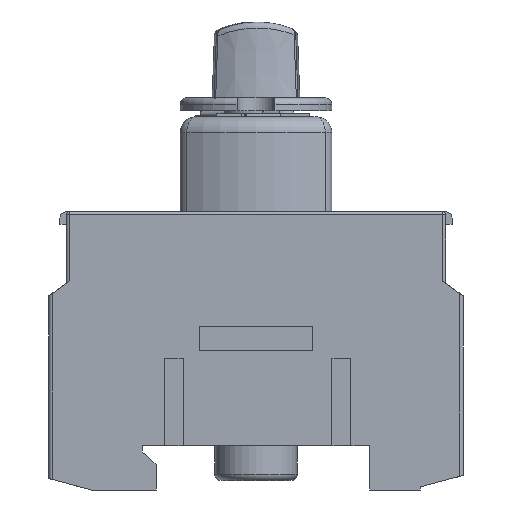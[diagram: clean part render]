
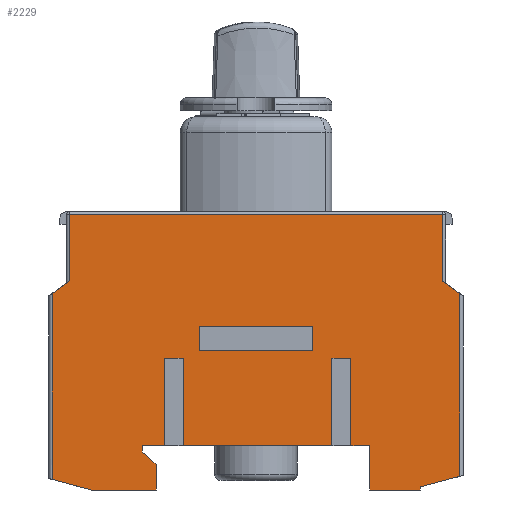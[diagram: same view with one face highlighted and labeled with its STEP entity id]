
A CAD part, left-side view. The second image highlights one B-rep face of the part: STEP entity #2229.
In plain terms, the highlighted planar face has unit normal (-1, 0, 0).
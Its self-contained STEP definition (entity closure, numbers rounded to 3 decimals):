
#1930=CARTESIAN_POINT('',(-9.542,51.499,43.5));
#1931=VERTEX_POINT('',#1930);
#1976=CARTESIAN_POINT('',(-9.542,51.499,33.064));
#1977=VERTEX_POINT('',#1976);
#1988=CARTESIAN_POINT('',(-9.542,51.499,33.064));
#1989=DIRECTION('',(0.0,0.0,1.0));
#1990=VECTOR('',#1989,10.436);
#1991=LINE('',#1988,#1990);
#1992=EDGE_CURVE('',#1977,#1931,#1991,.T.);
#1997=CARTESIAN_POINT('',(-9.542,-10.751,0.0));
#1998=DIRECTION('',(-1.0,0.0,0.0));
#1999=DIRECTION('',(0.0,0.0,1.0));
#2000=AXIS2_PLACEMENT_3D('',#1997,#1998,#1999);
#2001=PLANE('',#2000);
#2002=CARTESIAN_POINT('',(-9.542,-4.001,0.5));
#2003=VERTEX_POINT('',#2002);
#2004=CARTESIAN_POINT('',(-9.542,-10.251,2.175));
#2005=VERTEX_POINT('',#2004);
#2006=CARTESIAN_POINT('',(-9.542,-4.001,0.5));
#2007=DIRECTION('',(0.0,-0.966,0.259));
#2008=VECTOR('',#2007,6.47);
#2009=LINE('',#2006,#2008);
#2010=EDGE_CURVE('',#2003,#2005,#2009,.T.);
#2011=ORIENTED_EDGE('',*,*,#2010,.T.);
#2012=CARTESIAN_POINT('',(-9.542,-10.251,31.064));
#2013=VERTEX_POINT('',#2012);
#2014=CARTESIAN_POINT('',(-9.542,-10.251,31.064));
#2015=DIRECTION('',(0.0,0.0,-1.0));
#2016=VECTOR('',#2015,28.889);
#2017=LINE('',#2014,#2016);
#2018=EDGE_CURVE('',#2013,#2005,#2017,.T.);
#2019=ORIENTED_EDGE('',*,*,#2018,.F.);
#2020=CARTESIAN_POINT('',(-9.542,-7.501,33.064));
#2021=VERTEX_POINT('',#2020);
#2022=CARTESIAN_POINT('',(-9.542,-10.251,31.064));
#2023=DIRECTION('',(0.0,0.809,0.588));
#2024=VECTOR('',#2023,3.4);
#2025=LINE('',#2022,#2024);
#2026=EDGE_CURVE('',#2013,#2021,#2025,.T.);
#2027=ORIENTED_EDGE('',*,*,#2026,.T.);
#2028=CARTESIAN_POINT('',(-9.542,-7.501,43.5));
#2029=VERTEX_POINT('',#2028);
#2030=CARTESIAN_POINT('',(-9.542,-7.501,43.5));
#2031=DIRECTION('',(0.0,0.0,-1.0));
#2032=VECTOR('',#2031,10.436);
#2033=LINE('',#2030,#2032);
#2034=EDGE_CURVE('',#2029,#2021,#2033,.T.);
#2035=ORIENTED_EDGE('',*,*,#2034,.F.);
#2036=CARTESIAN_POINT('',(-9.542,51.499,43.5));
#2037=DIRECTION('',(0.0,-1.0,0.0));
#2038=VECTOR('',#2037,59.0);
#2039=LINE('',#2036,#2038);
#2040=EDGE_CURVE('',#1931,#2029,#2039,.T.);
#2041=ORIENTED_EDGE('',*,*,#2040,.F.);
#2042=ORIENTED_EDGE('',*,*,#1992,.F.);
#2043=CARTESIAN_POINT('',(-9.542,54.249,31.064));
#2044=VERTEX_POINT('',#2043);
#2045=CARTESIAN_POINT('',(-9.542,51.499,33.064));
#2046=DIRECTION('',(0.0,0.809,-0.588));
#2047=VECTOR('',#2046,3.4);
#2048=LINE('',#2045,#2047);
#2049=EDGE_CURVE('',#1977,#2044,#2048,.T.);
#2050=ORIENTED_EDGE('',*,*,#2049,.T.);
#2051=CARTESIAN_POINT('',(-9.542,54.249,1.675));
#2052=VERTEX_POINT('',#2051);
#2053=CARTESIAN_POINT('',(-9.542,54.249,1.675));
#2054=DIRECTION('',(0.0,0.0,1.0));
#2055=VECTOR('',#2054,29.389);
#2056=LINE('',#2053,#2055);
#2057=EDGE_CURVE('',#2052,#2044,#2056,.T.);
#2058=ORIENTED_EDGE('',*,*,#2057,.F.);
#2059=CARTESIAN_POINT('',(-9.542,47.999,0.0));
#2060=VERTEX_POINT('',#2059);
#2061=CARTESIAN_POINT('',(-9.542,54.249,1.675));
#2062=DIRECTION('',(0.0,-0.966,-0.259));
#2063=VECTOR('',#2062,6.47);
#2064=LINE('',#2061,#2063);
#2065=EDGE_CURVE('',#2052,#2060,#2064,.T.);
#2066=ORIENTED_EDGE('',*,*,#2065,.T.);
#2067=CARTESIAN_POINT('',(-9.542,37.799,0.0));
#2068=VERTEX_POINT('',#2067);
#2069=CARTESIAN_POINT('',(-9.542,47.999,0.0));
#2070=DIRECTION('',(0.0,-1.0,0.0));
#2071=VECTOR('',#2070,10.2);
#2072=LINE('',#2069,#2071);
#2073=EDGE_CURVE('',#2060,#2068,#2072,.T.);
#2074=ORIENTED_EDGE('',*,*,#2073,.T.);
#2075=CARTESIAN_POINT('',(-9.542,37.799,4.0));
#2076=VERTEX_POINT('',#2075);
#2077=CARTESIAN_POINT('',(-9.542,37.799,4.0));
#2078=DIRECTION('',(0.0,0.0,-1.0));
#2079=VECTOR('',#2078,4.0);
#2080=LINE('',#2077,#2079);
#2081=EDGE_CURVE('',#2076,#2068,#2080,.T.);
#2082=ORIENTED_EDGE('',*,*,#2081,.F.);
#2083=CARTESIAN_POINT('',(-9.542,39.999,6.));
#2084=VERTEX_POINT('',#2083);
#2085=CARTESIAN_POINT('',(-9.542,37.799,4.0));
#2086=DIRECTION('',(0.0,0.74,0.673));
#2087=VECTOR('',#2086,2.973);
#2088=LINE('',#2085,#2087);
#2089=EDGE_CURVE('',#2076,#2084,#2088,.T.);
#2090=ORIENTED_EDGE('',*,*,#2089,.T.);
#2091=CARTESIAN_POINT('',(-9.542,39.999,7.));
#2092=VERTEX_POINT('',#2091);
#2093=CARTESIAN_POINT('',(-9.542,39.999,7.));
#2094=DIRECTION('',(0.0,0.0,-1.0));
#2095=VECTOR('',#2094,1.0);
#2096=LINE('',#2093,#2095);
#2097=EDGE_CURVE('',#2092,#2084,#2096,.T.);
#2098=ORIENTED_EDGE('',*,*,#2097,.F.);
#2099=CARTESIAN_POINT('',(-9.542,36.499,7.));
#2100=VERTEX_POINT('',#2099);
#2101=CARTESIAN_POINT('',(-9.542,36.499,7.));
#2102=DIRECTION('',(0.0,1.0,0.0));
#2103=VECTOR('',#2102,3.5);
#2104=LINE('',#2101,#2103);
#2105=EDGE_CURVE('',#2100,#2092,#2104,.T.);
#2106=ORIENTED_EDGE('',*,*,#2105,.F.);
#2107=CARTESIAN_POINT('',(-9.542,36.499,20.8));
#2108=VERTEX_POINT('',#2107);
#2109=CARTESIAN_POINT('',(-9.542,36.499,20.8));
#2110=DIRECTION('',(0.0,0.0,-1.0));
#2111=VECTOR('',#2110,13.8);
#2112=LINE('',#2109,#2111);
#2113=EDGE_CURVE('',#2108,#2100,#2112,.T.);
#2114=ORIENTED_EDGE('',*,*,#2113,.F.);
#2115=CARTESIAN_POINT('',(-9.542,33.499,20.8));
#2116=VERTEX_POINT('',#2115);
#2117=CARTESIAN_POINT('',(-9.542,33.499,20.8));
#2118=DIRECTION('',(0.0,1.0,0.0));
#2119=VECTOR('',#2118,3.0);
#2120=LINE('',#2117,#2119);
#2121=EDGE_CURVE('',#2116,#2108,#2120,.T.);
#2122=ORIENTED_EDGE('',*,*,#2121,.F.);
#2123=CARTESIAN_POINT('',(-9.542,33.499,7.));
#2124=VERTEX_POINT('',#2123);
#2125=CARTESIAN_POINT('',(-9.542,33.499,7.));
#2126=DIRECTION('',(0.0,0.0,1.0));
#2127=VECTOR('',#2126,13.8);
#2128=LINE('',#2125,#2127);
#2129=EDGE_CURVE('',#2124,#2116,#2128,.T.);
#2130=ORIENTED_EDGE('',*,*,#2129,.F.);
#2131=CARTESIAN_POINT('',(-9.542,9.999,7.));
#2132=VERTEX_POINT('',#2131);
#2133=CARTESIAN_POINT('',(-9.542,9.999,7.));
#2134=DIRECTION('',(0.0,1.0,0.0));
#2135=VECTOR('',#2134,23.5);
#2136=LINE('',#2133,#2135);
#2137=EDGE_CURVE('',#2132,#2124,#2136,.T.);
#2138=ORIENTED_EDGE('',*,*,#2137,.F.);
#2139=CARTESIAN_POINT('',(-9.542,9.999,20.8));
#2140=VERTEX_POINT('',#2139);
#2141=CARTESIAN_POINT('',(-9.542,9.999,20.8));
#2142=DIRECTION('',(0.0,0.0,-1.0));
#2143=VECTOR('',#2142,13.8);
#2144=LINE('',#2141,#2143);
#2145=EDGE_CURVE('',#2140,#2132,#2144,.T.);
#2146=ORIENTED_EDGE('',*,*,#2145,.F.);
#2147=CARTESIAN_POINT('',(-9.542,6.999,20.8));
#2148=VERTEX_POINT('',#2147);
#2149=CARTESIAN_POINT('',(-9.542,6.999,20.8));
#2150=DIRECTION('',(0.0,1.0,0.0));
#2151=VECTOR('',#2150,3.);
#2152=LINE('',#2149,#2151);
#2153=EDGE_CURVE('',#2148,#2140,#2152,.T.);
#2154=ORIENTED_EDGE('',*,*,#2153,.F.);
#2155=CARTESIAN_POINT('',(-9.542,6.999,7.));
#2156=VERTEX_POINT('',#2155);
#2157=CARTESIAN_POINT('',(-9.542,6.999,7.));
#2158=DIRECTION('',(0.0,0.0,1.0));
#2159=VECTOR('',#2158,13.8);
#2160=LINE('',#2157,#2159);
#2161=EDGE_CURVE('',#2156,#2148,#2160,.T.);
#2162=ORIENTED_EDGE('',*,*,#2161,.F.);
#2163=CARTESIAN_POINT('',(-9.542,3.999,7.));
#2164=VERTEX_POINT('',#2163);
#2165=CARTESIAN_POINT('',(-9.542,3.999,7.));
#2166=DIRECTION('',(0.0,1.0,0.0));
#2167=VECTOR('',#2166,3.);
#2168=LINE('',#2165,#2167);
#2169=EDGE_CURVE('',#2164,#2156,#2168,.T.);
#2170=ORIENTED_EDGE('',*,*,#2169,.F.);
#2171=CARTESIAN_POINT('',(-9.542,3.999,0.0));
#2172=VERTEX_POINT('',#2171);
#2173=CARTESIAN_POINT('',(-9.542,3.999,0.0));
#2174=DIRECTION('',(0.0,0.0,1.0));
#2175=VECTOR('',#2174,7.);
#2176=LINE('',#2173,#2175);
#2177=EDGE_CURVE('',#2172,#2164,#2176,.T.);
#2178=ORIENTED_EDGE('',*,*,#2177,.F.);
#2179=CARTESIAN_POINT('',(-9.542,-4.001,0.0));
#2180=VERTEX_POINT('',#2179);
#2181=CARTESIAN_POINT('',(-9.542,3.999,0.0));
#2182=DIRECTION('',(0.0,-1.0,0.0));
#2183=VECTOR('',#2182,8.0);
#2184=LINE('',#2181,#2183);
#2185=EDGE_CURVE('',#2172,#2180,#2184,.T.);
#2186=ORIENTED_EDGE('',*,*,#2185,.T.);
#2187=CARTESIAN_POINT('',(-9.542,-4.001,0.5));
#2188=DIRECTION('',(0.0,0.0,-1.0));
#2189=VECTOR('',#2188,0.5);
#2190=LINE('',#2187,#2189);
#2191=EDGE_CURVE('',#2003,#2180,#2190,.T.);
#2192=ORIENTED_EDGE('',*,*,#2191,.F.);
#2193=EDGE_LOOP('',(#2011,#2019,#2027,#2035,#2041,#2042,#2050,#2058,#2066,#2074,#2082,#2090,#2098,#2106,#2114,#2122,#2130,#2138,#2146,#2154,#2162,#2170,#2178,#2186,#2192));
#2194=FACE_OUTER_BOUND('',#2193,.T.);
#2195=CARTESIAN_POINT('',(-9.542,30.999,22.0));
#2196=VERTEX_POINT('',#2195);
#2197=CARTESIAN_POINT('',(-9.542,12.999,22.0));
#2198=VERTEX_POINT('',#2197);
#2199=CARTESIAN_POINT('',(-9.542,30.999,22.0));
#2200=DIRECTION('',(0.0,-1.0,0.0));
#2201=VECTOR('',#2200,18.);
#2202=LINE('',#2199,#2201);
#2203=EDGE_CURVE('',#2196,#2198,#2202,.T.);
#2204=ORIENTED_EDGE('',*,*,#2203,.F.);
#2205=CARTESIAN_POINT('',(-9.542,30.999,25.8));
#2206=VERTEX_POINT('',#2205);
#2207=CARTESIAN_POINT('',(-9.542,30.999,25.8));
#2208=DIRECTION('',(0.0,0.0,-1.0));
#2209=VECTOR('',#2208,3.8);
#2210=LINE('',#2207,#2209);
#2211=EDGE_CURVE('',#2206,#2196,#2210,.T.);
#2212=ORIENTED_EDGE('',*,*,#2211,.F.);
#2213=CARTESIAN_POINT('',(-9.542,12.999,25.8));
#2214=VERTEX_POINT('',#2213);
#2215=CARTESIAN_POINT('',(-9.542,12.999,25.8));
#2216=DIRECTION('',(0.0,1.0,0.0));
#2217=VECTOR('',#2216,18.);
#2218=LINE('',#2215,#2217);
#2219=EDGE_CURVE('',#2214,#2206,#2218,.T.);
#2220=ORIENTED_EDGE('',*,*,#2219,.F.);
#2221=CARTESIAN_POINT('',(-9.542,12.999,22.0));
#2222=DIRECTION('',(0.0,0.0,1.0));
#2223=VECTOR('',#2222,3.8);
#2224=LINE('',#2221,#2223);
#2225=EDGE_CURVE('',#2198,#2214,#2224,.T.);
#2226=ORIENTED_EDGE('',*,*,#2225,.F.);
#2227=EDGE_LOOP('',(#2204,#2212,#2220,#2226));
#2228=FACE_BOUND('',#2227,.T.);
#2229=ADVANCED_FACE('',(#2194,#2228),#2001,.T.);
